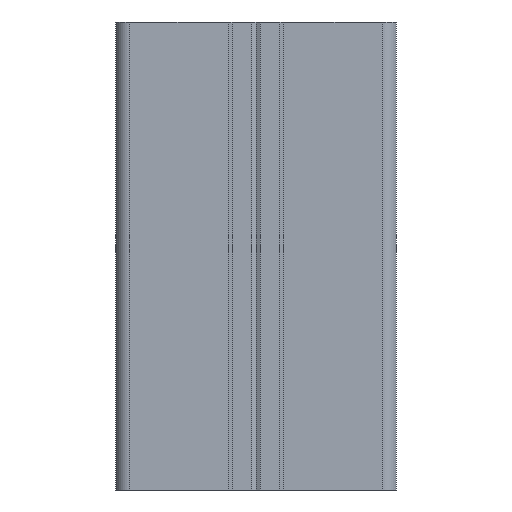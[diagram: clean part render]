
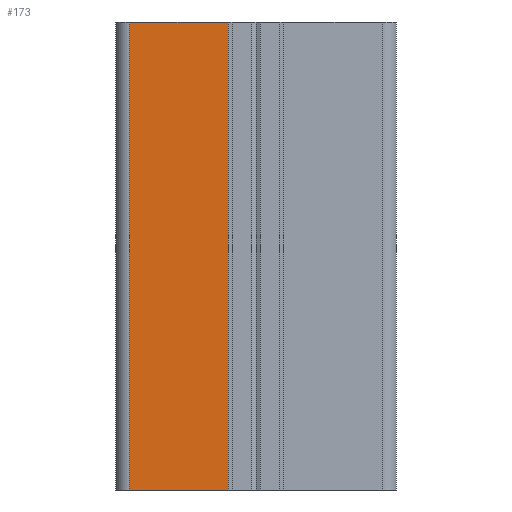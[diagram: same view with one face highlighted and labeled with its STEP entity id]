
A CAD part, front view. The second image highlights one B-rep face of the part: STEP entity #173.
In plain terms, the highlighted planar face has unit normal (0, -1, 0).
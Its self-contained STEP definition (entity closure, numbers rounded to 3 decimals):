
#164 = EDGE_LOOP ( 'NONE', ( #174, #187, #5339, #178 ) ) ;
#173 = ADVANCED_FACE ( 'NONE', ( #2057 ), #2061, .F. ) ;
#174 = ORIENTED_EDGE ( 'NONE', *, *, #5115, .T. ) ;
#178 = ORIENTED_EDGE ( 'NONE', *, *, #5330, .T. ) ;
#187 = ORIENTED_EDGE ( 'NONE', *, *, #5333, .F. ) ;
#422 = VERTEX_POINT ( 'NONE', #2470 ) ;
#425 = EDGE_CURVE ( 'NONE', #422, #430, #2505, .T. ) ;
#430 = VERTEX_POINT ( 'NONE', #2500 ) ;
#1031 = VERTEX_POINT ( 'NONE', #3605 ) ;
#2057 = FACE_OUTER_BOUND ( 'NONE', #164, .T. ) ;
#2061 = PLANE ( 'NONE',  #2073 ) ;
#2073 = AXIS2_PLACEMENT_3D ( 'NONE', #2114, #2113, #2112 ) ;
#2112 = DIRECTION ( 'NONE',  ( 0., 0., 1. ) ) ;
#2113 = DIRECTION ( 'NONE',  ( 0., 1., 0. ) ) ;
#2114 = CARTESIAN_POINT ( 'NONE',  ( -5.9, -30., 100. ) ) ;
#2470 = CARTESIAN_POINT ( 'NONE',  ( -27., -30., 100. ) ) ;
#2500 = CARTESIAN_POINT ( 'NONE',  ( -5.9, -30., 100. ) ) ;
#2502 = DIRECTION ( 'NONE',  ( 1., 0., 0. ) ) ;
#2503 = VECTOR ( 'NONE', #2502, 1000. ) ;
#2504 = CARTESIAN_POINT ( 'NONE',  ( -5.9, -30., 100. ) ) ;
#2505 = LINE ( 'NONE', #2504, #2503 ) ;
#3605 = CARTESIAN_POINT ( 'NONE',  ( -27., -30., 0. ) ) ;
#4281 = DIRECTION ( 'NONE',  ( 1., 0., 0. ) ) ;
#4282 = VECTOR ( 'NONE', #4281, 1000. ) ;
#4283 = CARTESIAN_POINT ( 'NONE',  ( -5.9, -30., 0. ) ) ;
#4284 = LINE ( 'NONE', #4283, #4282 ) ;
#4291 = CARTESIAN_POINT ( 'NONE',  ( -5.9, -30., 0. ) ) ;
#4643 = LINE ( 'NONE', #4694, #4693 ) ;
#4681 = DIRECTION ( 'NONE',  ( 0., 0., -1. ) ) ;
#4682 = VECTOR ( 'NONE', #4681, 1000. ) ;
#4683 = CARTESIAN_POINT ( 'NONE',  ( -5.9, -30., 100. ) ) ;
#4684 = LINE ( 'NONE', #4683, #4682 ) ;
#4692 = DIRECTION ( 'NONE',  ( 0., 0., -1. ) ) ;
#4693 = VECTOR ( 'NONE', #4692, 1000. ) ;
#4694 = CARTESIAN_POINT ( 'NONE',  ( -27., -30., 100. ) ) ;
#5113 = VERTEX_POINT ( 'NONE', #4291 ) ;
#5115 = EDGE_CURVE ( 'NONE', #1031, #5113, #4284, .T. ) ;
#5330 = EDGE_CURVE ( 'NONE', #422, #1031, #4643, .T. ) ;
#5333 = EDGE_CURVE ( 'NONE', #430, #5113, #4684, .T. ) ;
#5339 = ORIENTED_EDGE ( 'NONE', *, *, #425, .F. ) ;
